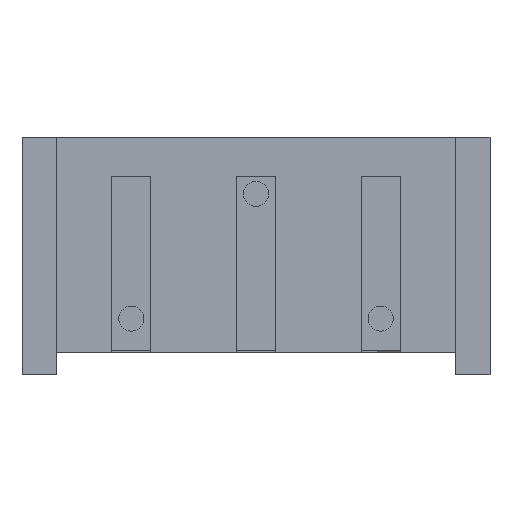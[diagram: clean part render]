
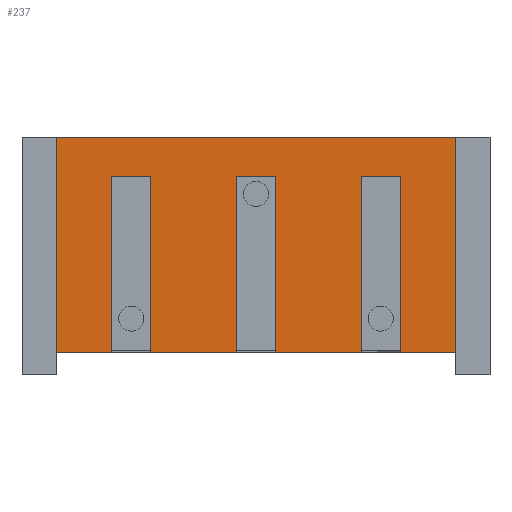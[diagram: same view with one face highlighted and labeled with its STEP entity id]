
A CAD part, front view. The second image highlights one B-rep face of the part: STEP entity #237.
In plain terms, the highlighted planar face has unit normal (0, -1, 0).
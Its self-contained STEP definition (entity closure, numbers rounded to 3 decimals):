
#121 = CARTESIAN_POINT ( 'NONE',  ( -0.4, 0.7, 2.415 ) ) ;
#154 = ORIENTED_EDGE ( 'NONE', *, *, #12139, .T. ) ;
#237 = ADVANCED_FACE ( 'NONE', ( #15728 ), #1703, .F. ) ;
#242 = ORIENTED_EDGE ( 'NONE', *, *, #7471, .F. ) ;
#431 = VERTEX_POINT ( 'NONE', #11860 ) ;
#443 = AXIS2_PLACEMENT_3D ( 'NONE', #11703, #6361, #12065 ) ;
#947 = LINE ( 'NONE', #2295, #12378 ) ;
#949 = CARTESIAN_POINT ( 'NONE',  ( 4.065, 0.7, 2.415 ) ) ;
#1387 = CARTESIAN_POINT ( 'NONE',  ( 0., 0.7, -1.955 ) ) ;
#1394 = EDGE_CURVE ( 'NONE', #15265, #1834, #2494, .T. ) ;
#1419 = VERTEX_POINT ( 'NONE', #8644 ) ;
#1491 = DIRECTION ( 'NONE',  ( -1., 0., 0. ) ) ;
#1558 = VERTEX_POINT ( 'NONE', #13229 ) ;
#1703 = PLANE ( 'NONE',  #443 ) ;
#1834 = VERTEX_POINT ( 'NONE', #2434 ) ;
#1840 = ORIENTED_EDGE ( 'NONE', *, *, #11874, .F. ) ;
#1912 = EDGE_CURVE ( 'NONE', #13478, #6473, #4422, .T. ) ;
#2126 = DIRECTION ( 'NONE',  ( -1., 0., 0. ) ) ;
#2295 = CARTESIAN_POINT ( 'NONE',  ( 4.065, 0.7, 1.615 ) ) ;
#2363 = CARTESIAN_POINT ( 'NONE',  ( 0.4, 0.7, 2.415 ) ) ;
#2434 = CARTESIAN_POINT ( 'NONE',  ( 4.065, 0.7, -1.955 ) ) ;
#2494 = LINE ( 'NONE', #2672, #10447 ) ;
#2506 = DIRECTION ( 'NONE',  ( 1., 0., 0. ) ) ;
#2586 = CARTESIAN_POINT ( 'NONE',  ( 2.94, 0.7, 2.415 ) ) ;
#2672 = CARTESIAN_POINT ( 'NONE',  ( 0., 0.7, -1.955 ) ) ;
#3051 = DIRECTION ( 'NONE',  ( -1., 0., 0. ) ) ;
#3223 = CARTESIAN_POINT ( 'NONE',  ( 4.065, 0.7, 1.615 ) ) ;
#3545 = VECTOR ( 'NONE', #15147, 1000. ) ;
#3707 = ORIENTED_EDGE ( 'NONE', *, *, #1394, .T. ) ;
#3763 = DIRECTION ( 'NONE',  ( -1., 0., 0. ) ) ;
#3978 = CARTESIAN_POINT ( 'NONE',  ( -4.065, 0.7, 2.415 ) ) ;
#4150 = CARTESIAN_POINT ( 'NONE',  ( -2.14, 0.7, -1.955 ) ) ;
#4238 = CARTESIAN_POINT ( 'NONE',  ( -2.94, 0.7, -1.955 ) ) ;
#4422 = LINE ( 'NONE', #9868, #8723 ) ;
#4549 = ORIENTED_EDGE ( 'NONE', *, *, #15679, .F. ) ;
#4599 = ORIENTED_EDGE ( 'NONE', *, *, #7667, .F. ) ;
#4636 = LINE ( 'NONE', #11535, #6191 ) ;
#4696 = ORIENTED_EDGE ( 'NONE', *, *, #12250, .F. ) ;
#4741 = VECTOR ( 'NONE', #18184, 1000. ) ;
#4874 = EDGE_LOOP ( 'NONE', ( #242, #1840, #7465, #4549, #3707, #4696, #6143, #16668, #154, #9520, #5616, #15370, #5651, #9704, #8034, #4599 ) ) ;
#4887 = VECTOR ( 'NONE', #5121, 1000. ) ;
#5031 = VECTOR ( 'NONE', #9858, 1000. ) ;
#5052 = DIRECTION ( 'NONE',  ( 0., 0., 1. ) ) ;
#5121 = DIRECTION ( 'NONE',  ( 0., 0., 1. ) ) ;
#5310 = VECTOR ( 'NONE', #3051, 1000. ) ;
#5616 = ORIENTED_EDGE ( 'NONE', *, *, #1912, .F. ) ;
#5651 = ORIENTED_EDGE ( 'NONE', *, *, #8812, .F. ) ;
#5699 = DIRECTION ( 'NONE',  ( 0., 0., -1. ) ) ;
#5947 = CARTESIAN_POINT ( 'NONE',  ( -2.14, 0.7, 1.615 ) ) ;
#6143 = ORIENTED_EDGE ( 'NONE', *, *, #6955, .F. ) ;
#6191 = VECTOR ( 'NONE', #17219, 1000. ) ;
#6319 = VERTEX_POINT ( 'NONE', #16287 ) ;
#6361 = DIRECTION ( 'NONE',  ( 0., 1., 0. ) ) ;
#6473 = VERTEX_POINT ( 'NONE', #12818 ) ;
#6955 = EDGE_CURVE ( 'NONE', #17811, #7457, #8144, .T. ) ;
#7092 = LINE ( 'NONE', #121, #9580 ) ;
#7374 = LINE ( 'NONE', #11662, #13589 ) ;
#7457 = VERTEX_POINT ( 'NONE', #949 ) ;
#7465 = ORIENTED_EDGE ( 'NONE', *, *, #12262, .F. ) ;
#7471 = EDGE_CURVE ( 'NONE', #10303, #6319, #8115, .T. ) ;
#7563 = EDGE_CURVE ( 'NONE', #14808, #14280, #7092, .T. ) ;
#7667 = EDGE_CURVE ( 'NONE', #6319, #10698, #10726, .T. ) ;
#8034 = ORIENTED_EDGE ( 'NONE', *, *, #14891, .F. ) ;
#8115 = LINE ( 'NONE', #13711, #8143 ) ;
#8143 = VECTOR ( 'NONE', #3763, 1000. ) ;
#8144 = LINE ( 'NONE', #15138, #16093 ) ;
#8576 = LINE ( 'NONE', #3223, #5310 ) ;
#8644 = CARTESIAN_POINT ( 'NONE',  ( -4.065, 0.7, -1.955 ) ) ;
#8723 = VECTOR ( 'NONE', #1491, 1000. ) ;
#8812 = EDGE_CURVE ( 'NONE', #14280, #18156, #17919, .T. ) ;
#8927 = CARTESIAN_POINT ( 'NONE',  ( 2.14, 0.7, -1.955 ) ) ;
#9037 = VECTOR ( 'NONE', #17744, 1000. ) ;
#9483 = CARTESIAN_POINT ( 'NONE',  ( 4.065, 0.7, -1.955 ) ) ;
#9520 = ORIENTED_EDGE ( 'NONE', *, *, #15198, .F. ) ;
#9564 = LINE ( 'NONE', #1387, #4741 ) ;
#9580 = VECTOR ( 'NONE', #5699, 1000. ) ;
#9704 = ORIENTED_EDGE ( 'NONE', *, *, #7563, .F. ) ;
#9858 = DIRECTION ( 'NONE',  ( 0., 0., 1. ) ) ;
#9868 = CARTESIAN_POINT ( 'NONE',  ( 4.065, 0.7, 1.615 ) ) ;
#10291 = DIRECTION ( 'NONE',  ( 0., 0., -1. ) ) ;
#10303 = VERTEX_POINT ( 'NONE', #8927 ) ;
#10447 = VECTOR ( 'NONE', #16715, 1000. ) ;
#10698 = VERTEX_POINT ( 'NONE', #17775 ) ;
#10726 = LINE ( 'NONE', #2363, #4887 ) ;
#11440 = CARTESIAN_POINT ( 'NONE',  ( 2.94, 0.7, -1.955 ) ) ;
#11535 = CARTESIAN_POINT ( 'NONE',  ( 2.14, 0.7, 2.415 ) ) ;
#11662 = CARTESIAN_POINT ( 'NONE',  ( -2.94, 0.7, 2.415 ) ) ;
#11703 = CARTESIAN_POINT ( 'NONE',  ( 4.065, 0.7, 2.415 ) ) ;
#11860 = CARTESIAN_POINT ( 'NONE',  ( 2.94, 0.7, 1.615 ) ) ;
#11874 = EDGE_CURVE ( 'NONE', #1558, #10303, #4636, .T. ) ;
#12065 = DIRECTION ( 'NONE',  ( 0., 0., 1. ) ) ;
#12139 = EDGE_CURVE ( 'NONE', #1419, #18145, #9564, .T. ) ;
#12250 = EDGE_CURVE ( 'NONE', #7457, #1834, #13082, .T. ) ;
#12262 = EDGE_CURVE ( 'NONE', #431, #1558, #8576, .T. ) ;
#12345 = CARTESIAN_POINT ( 'NONE',  ( -0.4, 0.7, -1.955 ) ) ;
#12378 = VECTOR ( 'NONE', #2126, 1000. ) ;
#12818 = CARTESIAN_POINT ( 'NONE',  ( -2.94, 0.7, 1.615 ) ) ;
#13082 = LINE ( 'NONE', #15500, #13263 ) ;
#13229 = CARTESIAN_POINT ( 'NONE',  ( 2.14, 0.7, 1.615 ) ) ;
#13263 = VECTOR ( 'NONE', #17367, 1000. ) ;
#13478 = VERTEX_POINT ( 'NONE', #5947 ) ;
#13589 = VECTOR ( 'NONE', #10291, 1000. ) ;
#13711 = CARTESIAN_POINT ( 'NONE',  ( 4.065, 0.7, -1.955 ) ) ;
#14263 = EDGE_CURVE ( 'NONE', #1419, #17811, #15237, .T. ) ;
#14280 = VERTEX_POINT ( 'NONE', #12345 ) ;
#14802 = CARTESIAN_POINT ( 'NONE',  ( -4.065, 0.7, 2.415 ) ) ;
#14808 = VERTEX_POINT ( 'NONE', #18038 ) ;
#14830 = LINE ( 'NONE', #14922, #17743 ) ;
#14891 = EDGE_CURVE ( 'NONE', #10698, #14808, #947, .T. ) ;
#14922 = CARTESIAN_POINT ( 'NONE',  ( -2.14, 0.7, 2.415 ) ) ;
#15138 = CARTESIAN_POINT ( 'NONE',  ( 4.765, 0.7, 2.415 ) ) ;
#15147 = DIRECTION ( 'NONE',  ( 0., 0., 1. ) ) ;
#15198 = EDGE_CURVE ( 'NONE', #6473, #18145, #7374, .T. ) ;
#15237 = LINE ( 'NONE', #3978, #3545 ) ;
#15265 = VERTEX_POINT ( 'NONE', #11440 ) ;
#15370 = ORIENTED_EDGE ( 'NONE', *, *, #15849, .F. ) ;
#15500 = CARTESIAN_POINT ( 'NONE',  ( 4.065, 0.7, 2.415 ) ) ;
#15679 = EDGE_CURVE ( 'NONE', #15265, #431, #18008, .T. ) ;
#15728 = FACE_OUTER_BOUND ( 'NONE', #4874, .T. ) ;
#15849 = EDGE_CURVE ( 'NONE', #18156, #13478, #14830, .T. ) ;
#16093 = VECTOR ( 'NONE', #2506, 1000. ) ;
#16287 = CARTESIAN_POINT ( 'NONE',  ( 0.4, 0.7, -1.955 ) ) ;
#16668 = ORIENTED_EDGE ( 'NONE', *, *, #14263, .F. ) ;
#16715 = DIRECTION ( 'NONE',  ( 1., 0., 0. ) ) ;
#17219 = DIRECTION ( 'NONE',  ( 0., 0., -1. ) ) ;
#17367 = DIRECTION ( 'NONE',  ( 0., 0., -1. ) ) ;
#17743 = VECTOR ( 'NONE', #5052, 1000. ) ;
#17744 = DIRECTION ( 'NONE',  ( -1., 0., 0. ) ) ;
#17775 = CARTESIAN_POINT ( 'NONE',  ( 0.4, 0.7, 1.615 ) ) ;
#17811 = VERTEX_POINT ( 'NONE', #14802 ) ;
#17919 = LINE ( 'NONE', #9483, #9037 ) ;
#18008 = LINE ( 'NONE', #2586, #5031 ) ;
#18038 = CARTESIAN_POINT ( 'NONE',  ( -0.4, 0.7, 1.615 ) ) ;
#18145 = VERTEX_POINT ( 'NONE', #4238 ) ;
#18156 = VERTEX_POINT ( 'NONE', #4150 ) ;
#18184 = DIRECTION ( 'NONE',  ( 1., 0., 0. ) ) ;
